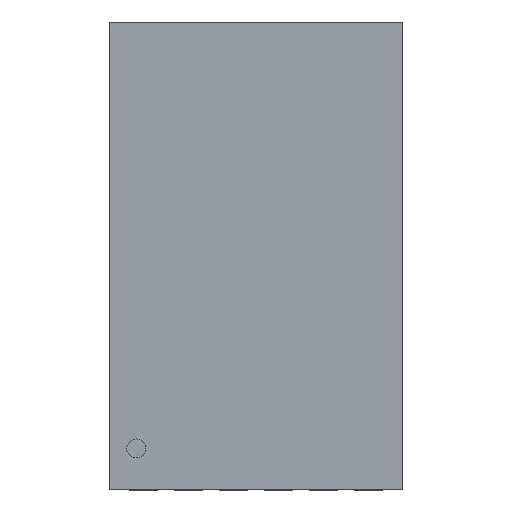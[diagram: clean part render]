
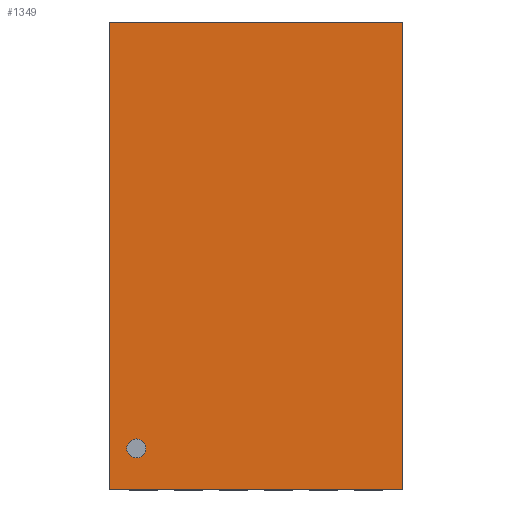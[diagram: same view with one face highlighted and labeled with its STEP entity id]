
A CAD part, top view. The second image highlights one B-rep face of the part: STEP entity #1349.
In plain terms, the highlighted planar face has unit normal (0, 0, 1).
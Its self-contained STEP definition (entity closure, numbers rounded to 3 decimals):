
#29=FACE_BOUND('',#167,.T.);
#30=PLANE('',#1435);
#98=FACE_OUTER_BOUND('',#166,.T.);
#166=EDGE_LOOP('',(#959,#960,#961,#962));
#167=EDGE_LOOP('',(#963,#964));
#235=LINE('',#1855,#428);
#236=LINE('',#1857,#429);
#237=LINE('',#1859,#430);
#238=LINE('',#1860,#431);
#428=VECTOR('',#1517,1000.);
#429=VECTOR('',#1518,1000.);
#430=VECTOR('',#1519,1000.);
#431=VECTOR('',#1520,1000.);
#620=CIRCLE('',#1431,0.084);
#621=CIRCLE('',#1432,0.084);
#624=VERTEX_POINT('',#1843);
#625=VERTEX_POINT('',#1844);
#628=VERTEX_POINT('',#1853);
#629=VERTEX_POINT('',#1854);
#630=VERTEX_POINT('',#1856);
#631=VERTEX_POINT('',#1858);
#756=EDGE_CURVE('',#624,#625,#620,.T.);
#757=EDGE_CURVE('',#625,#624,#621,.T.);
#761=EDGE_CURVE('',#628,#629,#235,.T.);
#762=EDGE_CURVE('',#629,#630,#236,.T.);
#763=EDGE_CURVE('',#630,#631,#237,.T.);
#764=EDGE_CURVE('',#631,#628,#238,.T.);
#959=ORIENTED_EDGE('',*,*,#761,.T.);
#960=ORIENTED_EDGE('',*,*,#762,.T.);
#961=ORIENTED_EDGE('',*,*,#763,.T.);
#962=ORIENTED_EDGE('',*,*,#764,.T.);
#963=ORIENTED_EDGE('',*,*,#756,.T.);
#964=ORIENTED_EDGE('',*,*,#757,.T.);
#1349=ADVANCED_FACE('',(#98,#29),#30,.T.);
#1431=AXIS2_PLACEMENT_3D('',#1845,#1506,#1507);
#1432=AXIS2_PLACEMENT_3D('',#1846,#1508,#1509);
#1435=AXIS2_PLACEMENT_3D('',#1852,#1515,#1516);
#1506=DIRECTION('center_axis',(0.,0.,-1.));
#1507=DIRECTION('ref_axis',(-1.,0.,0.));
#1508=DIRECTION('center_axis',(0.,0.,-1.));
#1509=DIRECTION('ref_axis',(-1.,0.,0.));
#1515=DIRECTION('center_axis',(0.,0.,1.));
#1516=DIRECTION('ref_axis',(1.,0.,0.));
#1517=DIRECTION('',(0.,-1.,0.));
#1518=DIRECTION('',(1.,0.,0.));
#1519=DIRECTION('',(0.,1.,0.));
#1520=DIRECTION('',(-1.,0.,0.));
#1843=CARTESIAN_POINT('',(-7.846,-10.078,1.));
#1844=CARTESIAN_POINT('',(-7.677,-10.078,1.));
#1845=CARTESIAN_POINT('Origin',(-7.762,-10.078,1.));
#1846=CARTESIAN_POINT('Origin',(-7.762,-10.078,1.));
#1852=CARTESIAN_POINT('Origin',(-6.7,-8.369,1.));
#1853=CARTESIAN_POINT('',(-8.,-6.294,1.));
#1854=CARTESIAN_POINT('',(-8.,-10.444,1.));
#1855=CARTESIAN_POINT('',(-8.,-8.369,1.));
#1856=CARTESIAN_POINT('',(-5.4,-10.444,1.));
#1857=CARTESIAN_POINT('',(-6.7,-10.444,1.));
#1858=CARTESIAN_POINT('',(-5.4,-6.294,1.));
#1859=CARTESIAN_POINT('',(-5.4,-8.369,1.));
#1860=CARTESIAN_POINT('',(-6.7,-6.294,1.));
